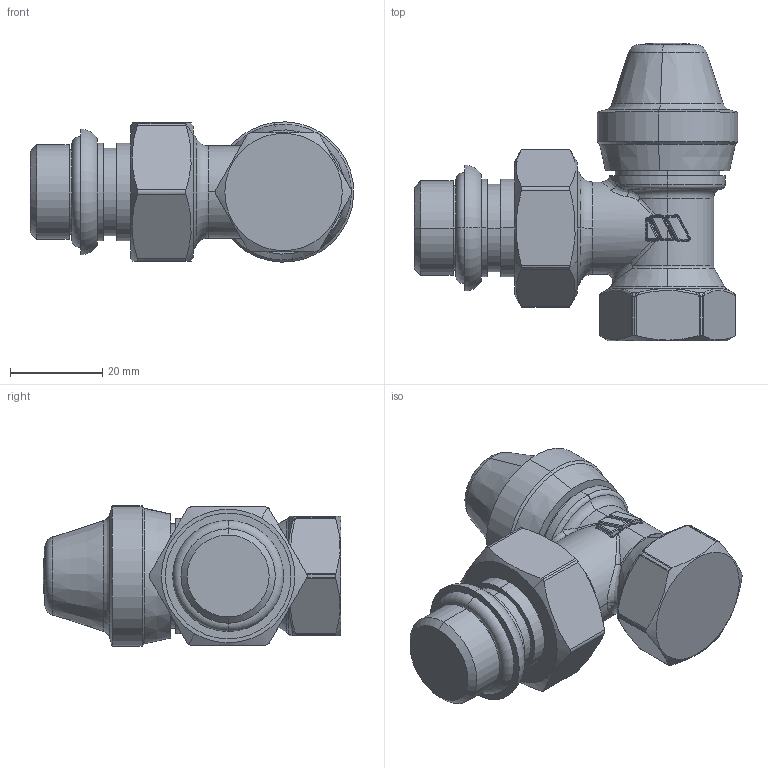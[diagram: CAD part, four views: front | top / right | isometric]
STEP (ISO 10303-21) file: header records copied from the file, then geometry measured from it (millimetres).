
FILE_DESCRIPTION (( 'STEP AP203' ), '1' );
FILE_NAME ('195UMSN12.STEP', '2023-05-15T13:58:34', ( '' ), ( '' ), 'SwSTEP 2.0', 'SolidWorks 2021', '' );
FILE_SCHEMA (( 'CONFIG_CONTROL_DESIGN' ));
Length unit declared in the file: millimetre
Products named in the file (1): 195UMSN12
Bounding box: 70.24 x 64.7 x 30.47 mm (x, y, z)
Volume: 51647.4 mm3; surface area: 11094.4 mm2
Topology: 1 solids, 1 shells, 342 faces, 815 edges, 481 vertices
Faces by surface type: bspline 114, cylinder 79, cone 53, plane 47, torus 44, sphere 5
Entity records: 13903 total; most frequent: CARTESIAN_POINT 6939, ORIENTED_EDGE 1630, DIRECTION 1249, EDGE_CURVE 815, AXIS2_PLACEMENT_3D 533, VERTEX_POINT 481, EDGE_LOOP 348, FACE_OUTER_BOUND 342
